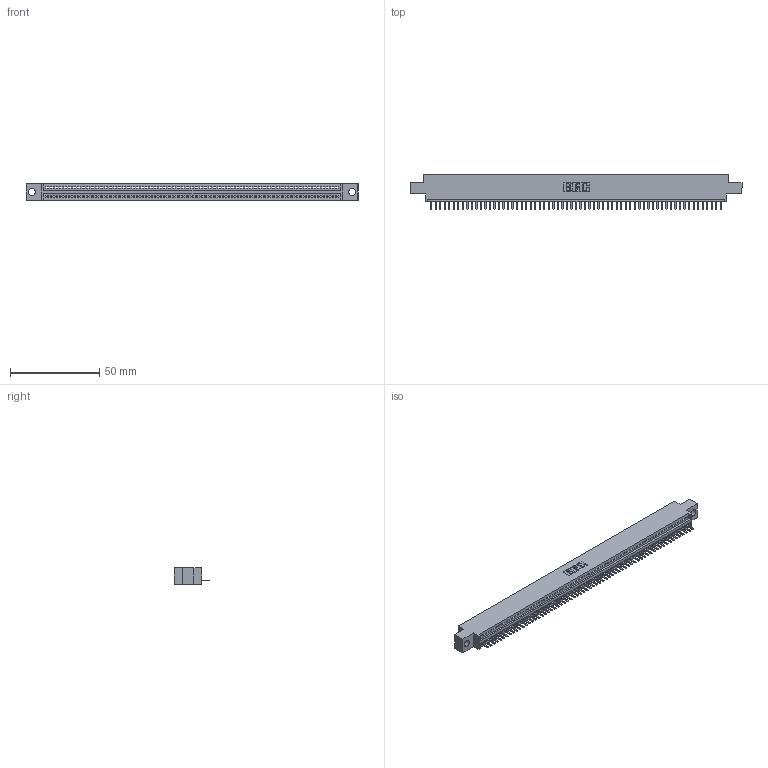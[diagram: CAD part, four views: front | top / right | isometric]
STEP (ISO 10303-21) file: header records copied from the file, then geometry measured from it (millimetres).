
FILE_DESCRIPTION (( 'STEP AP203' ), '1' );
FILE_NAME ('395-065-520-604.STEP', '2019-10-25T04:03:23', ( '' ), ( '' ), 'SwSTEP 2.0', 'SolidWorks 2016', '' );
FILE_SCHEMA (( 'CONFIG_CONTROL_DESIGN' ));
Length unit declared in the file: inch
Products named in the file (3): 345-292-001_345-293-120; 395-065-520-604; 345 Part_0.170 Offset - 0.156 Dia-TH
Assembly tree (66 placements, depth 2):
  395-065-520-604
    345 Part_0.170 Offset - 0.156 Dia-TH
    345-292-001_345-293-120  x65
Bounding box: 186.31 x 19.68 x 9.4 mm (x, y, z)
Volume: 17496 mm3; surface area: 22886.8 mm2
Topology: 66 solids, 66 shells, 4160 faces, 12313 edges, 8034 vertices
Faces by surface type: plane 2814, cylinder 1346
Entity records: 46073 total; most frequent: CARTESIAN_POINT 7999, ORIENTED_EDGE 7986, DIRECTION 6939, EDGE_CURVE 3993, LINE 3597, VECTOR 3597, VERTEX_POINT 2658, AXIS2_PLACEMENT_3D 1671
